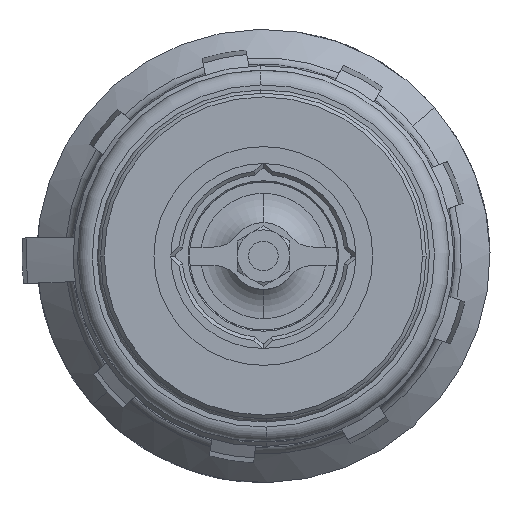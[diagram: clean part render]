
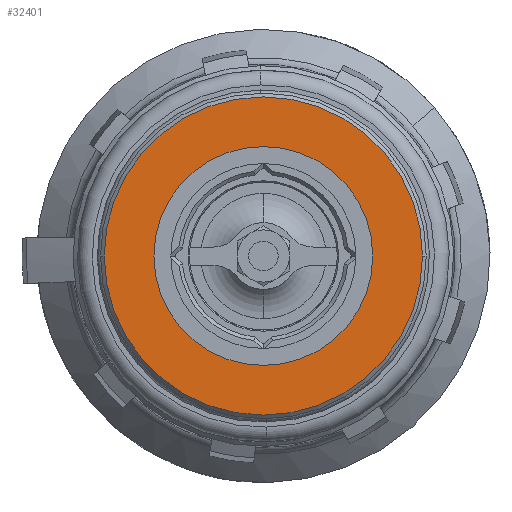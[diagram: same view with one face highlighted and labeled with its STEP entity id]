
A CAD part, left-side view. The second image highlights one B-rep face of the part: STEP entity #32401.
In plain terms, the highlighted planar face has unit normal (-1, 0, 0).
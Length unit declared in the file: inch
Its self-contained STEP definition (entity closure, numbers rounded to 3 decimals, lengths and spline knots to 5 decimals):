
#31963=CARTESIAN_POINT('',(-1.2455,0.,0.));
#31964=DIRECTION('',(1.,0.,0.));
#31965=DIRECTION('',(0.,1.,0.));
#31966=AXIS2_PLACEMENT_3D('',#31963,#31964,#31965);
#31968=CARTESIAN_POINT('',(-1.2455,0.,0.));
#31969=DIRECTION('',(-1.,0.,0.));
#31970=DIRECTION('',(0.,1.,0.));
#31971=AXIS2_PLACEMENT_3D('',#31968,#31969,#31970);
#32092=CARTESIAN_POINT('',(-1.2455,0.,0.));
#32093=DIRECTION('',(-1.,0.,0.));
#32094=DIRECTION('',(0.,1.,0.));
#32095=AXIS2_PLACEMENT_3D('',#32092,#32093,#32094);
#32106=CARTESIAN_POINT('',(-1.2455,0.,0.));
#32107=DIRECTION('',(1.,0.,0.));
#32108=DIRECTION('',(0.,1.,0.));
#32109=AXIS2_PLACEMENT_3D('',#32106,#32107,#32108);
#32278=CARTESIAN_POINT('',(-1.2455,0.924,0.));
#32280=VERTEX_POINT('',#32278);
#32286=CARTESIAN_POINT('',(-1.2455,-0.924,0.));
#32288=VERTEX_POINT('',#32286);
#32301=CARTESIAN_POINT('',(-1.2455,1.34375,0.));
#32302=CARTESIAN_POINT('',(-1.2455,-1.34375,0.));
#32303=VERTEX_POINT('',#32301);
#32304=VERTEX_POINT('',#32302);
#32385=CARTESIAN_POINT('',(-1.2455,0.,0.));
#32386=DIRECTION('',(-1.,0.,0.));
#32387=DIRECTION('',(0.,-1.,0.));
#32388=AXIS2_PLACEMENT_3D('',#32385,#32386,#32387);
#32389=PLANE('',#32388);
#32391=ORIENTED_EDGE('',*,*,#32390,.F.);
#32393=ORIENTED_EDGE('',*,*,#32392,.T.);
#32394=EDGE_LOOP('',(#32391,#32393));
#32395=FACE_OUTER_BOUND('',#32394,.F.);
#32397=ORIENTED_EDGE('',*,*,#32396,.F.);
#32398=ORIENTED_EDGE('',*,*,#32380,.T.);
#32399=EDGE_LOOP('',(#32397,#32398));
#32400=FACE_BOUND('',#32399,.F.);
#31967=CIRCLE('',#31966,0.924);
#31972=CIRCLE('',#31971,0.924);
#32096=CIRCLE('',#32095,1.34375);
#32110=CIRCLE('',#32109,1.34375);
#32380=EDGE_CURVE('',#32280,#32288,#31972,.T.);
#32390=EDGE_CURVE('',#32303,#32304,#32096,.T.);
#32392=EDGE_CURVE('',#32303,#32304,#32110,.T.);
#32396=EDGE_CURVE('',#32280,#32288,#31967,.T.);
#32401=ADVANCED_FACE('',(#32395,#32400),#32389,.T.);
